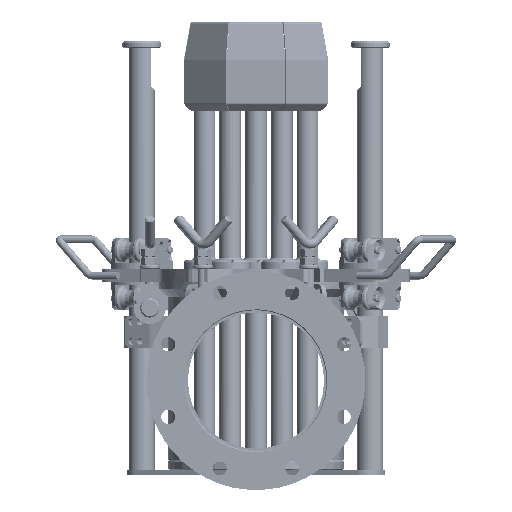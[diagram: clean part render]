
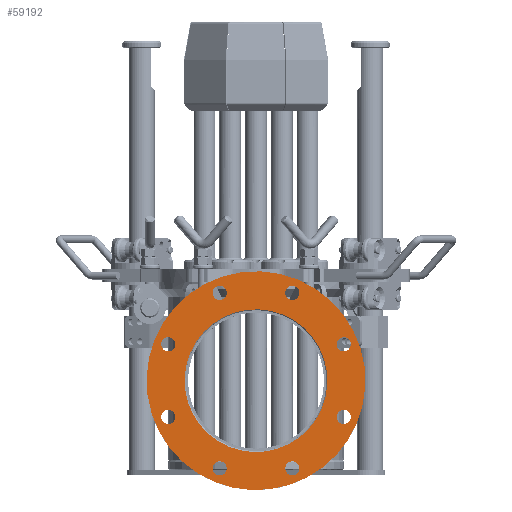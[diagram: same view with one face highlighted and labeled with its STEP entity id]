
A CAD part, front view. The second image highlights one B-rep face of the part: STEP entity #59192.
In plain terms, the highlighted planar face has unit normal (0, -1, 0).
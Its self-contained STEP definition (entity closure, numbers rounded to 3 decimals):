
#885=FACE_BOUND('',#10673,.T.);
#886=FACE_BOUND('',#10674,.T.);
#887=FACE_BOUND('',#10675,.T.);
#888=FACE_BOUND('',#10676,.T.);
#889=FACE_BOUND('',#10677,.T.);
#890=FACE_BOUND('',#10678,.T.);
#891=FACE_BOUND('',#10679,.T.);
#892=FACE_BOUND('',#10680,.T.);
#893=FACE_BOUND('',#10681,.T.);
#3805=PLANE('',#65126);
#7090=FACE_OUTER_BOUND('',#10672,.T.);
#10672=EDGE_LOOP('',(#46999));
#10673=EDGE_LOOP('',(#47000,#47001));
#10674=EDGE_LOOP('',(#47002));
#10675=EDGE_LOOP('',(#47003));
#10676=EDGE_LOOP('',(#47004));
#10677=EDGE_LOOP('',(#47005));
#10678=EDGE_LOOP('',(#47006));
#10679=EDGE_LOOP('',(#47007));
#10680=EDGE_LOOP('',(#47008));
#10681=EDGE_LOOP('',(#47009));
#20298=CIRCLE('',#65093,110.9);
#20299=CIRCLE('',#65094,110.9);
#20303=CIRCLE('',#65099,11.);
#20305=CIRCLE('',#65102,11.);
#20307=CIRCLE('',#65105,11.);
#20309=CIRCLE('',#65108,11.);
#20311=CIRCLE('',#65111,11.);
#20313=CIRCLE('',#65114,11.);
#20315=CIRCLE('',#65117,11.);
#20317=CIRCLE('',#65120,11.);
#20319=CIRCLE('',#65124,170.);
#25839=VERTEX_POINT('',#105761);
#25840=VERTEX_POINT('',#105762);
#25844=VERTEX_POINT('',#105773);
#25846=VERTEX_POINT('',#105779);
#25848=VERTEX_POINT('',#105785);
#25850=VERTEX_POINT('',#105791);
#25852=VERTEX_POINT('',#105797);
#25854=VERTEX_POINT('',#105803);
#25856=VERTEX_POINT('',#105809);
#25858=VERTEX_POINT('',#105815);
#25860=VERTEX_POINT('',#105823);
#33472=EDGE_CURVE('',#25839,#25840,#20298,.T.);
#33473=EDGE_CURVE('',#25840,#25839,#20299,.T.);
#33478=EDGE_CURVE('',#25844,#25844,#20303,.T.);
#33481=EDGE_CURVE('',#25846,#25846,#20305,.T.);
#33484=EDGE_CURVE('',#25848,#25848,#20307,.T.);
#33487=EDGE_CURVE('',#25850,#25850,#20309,.T.);
#33490=EDGE_CURVE('',#25852,#25852,#20311,.T.);
#33493=EDGE_CURVE('',#25854,#25854,#20313,.T.);
#33496=EDGE_CURVE('',#25856,#25856,#20315,.T.);
#33499=EDGE_CURVE('',#25858,#25858,#20317,.T.);
#33503=EDGE_CURVE('',#25860,#25860,#20319,.T.);
#46999=ORIENTED_EDGE('',*,*,#33503,.F.);
#47000=ORIENTED_EDGE('',*,*,#33472,.T.);
#47001=ORIENTED_EDGE('',*,*,#33473,.T.);
#47002=ORIENTED_EDGE('',*,*,#33478,.T.);
#47003=ORIENTED_EDGE('',*,*,#33481,.T.);
#47004=ORIENTED_EDGE('',*,*,#33484,.T.);
#47005=ORIENTED_EDGE('',*,*,#33487,.T.);
#47006=ORIENTED_EDGE('',*,*,#33490,.T.);
#47007=ORIENTED_EDGE('',*,*,#33493,.T.);
#47008=ORIENTED_EDGE('',*,*,#33496,.T.);
#47009=ORIENTED_EDGE('',*,*,#33499,.T.);
#59192=ADVANCED_FACE('',(#7090,#885,#886,#887,#888,#889,#890,#891,#892,
#893),#3805,.F.);
#65093=AXIS2_PLACEMENT_3D('',#105763,#79158,#79159);
#65094=AXIS2_PLACEMENT_3D('',#105764,#79160,#79161);
#65099=AXIS2_PLACEMENT_3D('',#105774,#79171,#79172);
#65102=AXIS2_PLACEMENT_3D('',#105780,#79178,#79179);
#65105=AXIS2_PLACEMENT_3D('',#105786,#79185,#79186);
#65108=AXIS2_PLACEMENT_3D('',#105792,#79192,#79193);
#65111=AXIS2_PLACEMENT_3D('',#105798,#79199,#79200);
#65114=AXIS2_PLACEMENT_3D('',#105804,#79206,#79207);
#65117=AXIS2_PLACEMENT_3D('',#105810,#79213,#79214);
#65120=AXIS2_PLACEMENT_3D('',#105816,#79220,#79221);
#65124=AXIS2_PLACEMENT_3D('',#105824,#79230,#79231);
#65126=AXIS2_PLACEMENT_3D('',#105828,#79235,#79236);
#79158=DIRECTION('center_axis',(0.,1.,0.));
#79159=DIRECTION('ref_axis',(0.924,0.,-0.383));
#79160=DIRECTION('center_axis',(0.,1.,0.));
#79161=DIRECTION('ref_axis',(0.924,0.,-0.383));
#79171=DIRECTION('center_axis',(0.,1.,0.));
#79172=DIRECTION('ref_axis',(-0.924,0.,-0.383));
#79178=DIRECTION('center_axis',(0.,1.,0.));
#79179=DIRECTION('ref_axis',(-0.924,0.,0.383));
#79185=DIRECTION('center_axis',(0.,1.,0.));
#79186=DIRECTION('ref_axis',(-0.383,0.,0.924));
#79192=DIRECTION('center_axis',(0.,1.,0.));
#79193=DIRECTION('ref_axis',(0.383,0.,0.924));
#79199=DIRECTION('center_axis',(0.,1.,0.));
#79200=DIRECTION('ref_axis',(0.924,0.,0.383));
#79206=DIRECTION('center_axis',(0.,1.,0.));
#79207=DIRECTION('ref_axis',(0.924,0.,-0.383));
#79213=DIRECTION('center_axis',(0.,1.,0.));
#79214=DIRECTION('ref_axis',(0.383,0.,-0.924));
#79220=DIRECTION('center_axis',(0.,1.,0.));
#79221=DIRECTION('ref_axis',(-0.383,0.,-0.924));
#79230=DIRECTION('center_axis',(0.,1.,0.));
#79231=DIRECTION('ref_axis',(-0.383,0.,-0.924));
#79235=DIRECTION('center_axis',(0.,1.,0.));
#79236=DIRECTION('ref_axis',(-0.383,0.,-0.924));
#105761=CARTESIAN_POINT('',(102.458,-230.,-42.44));
#105762=CARTESIAN_POINT('',(-102.458,-230.,42.44));
#105763=CARTESIAN_POINT('Origin',(0.,-230.,0.));
#105764=CARTESIAN_POINT('Origin',(0.,-230.,0.));
#105773=CARTESIAN_POINT('',(-46.283,-230.,140.482));
#105774=CARTESIAN_POINT('Origin',(-56.446,-230.,136.272));
#105779=CARTESIAN_POINT('',(66.608,-230.,132.063));
#105780=CARTESIAN_POINT('Origin',(56.446,-230.,136.272));
#105785=CARTESIAN_POINT('',(140.482,-230.,46.283));
#105786=CARTESIAN_POINT('Origin',(136.272,-230.,56.446));
#105791=CARTESIAN_POINT('',(132.063,-230.,-66.608));
#105792=CARTESIAN_POINT('Origin',(136.272,-230.,-56.446));
#105797=CARTESIAN_POINT('',(46.283,-230.,-140.482));
#105798=CARTESIAN_POINT('Origin',(56.446,-230.,-136.272));
#105803=CARTESIAN_POINT('',(-66.608,-230.,-132.063));
#105804=CARTESIAN_POINT('Origin',(-56.446,-230.,-136.272));
#105809=CARTESIAN_POINT('',(-140.482,-230.,-46.283));
#105810=CARTESIAN_POINT('Origin',(-136.272,-230.,-56.446));
#105815=CARTESIAN_POINT('',(-132.063,-230.,66.608));
#105816=CARTESIAN_POINT('Origin',(-136.272,-230.,56.446));
#105823=CARTESIAN_POINT('',(65.056,-230.,157.06));
#105824=CARTESIAN_POINT('Origin',(0.,-230.,0.));
#105828=CARTESIAN_POINT('Origin',(0.,-230.,0.));
